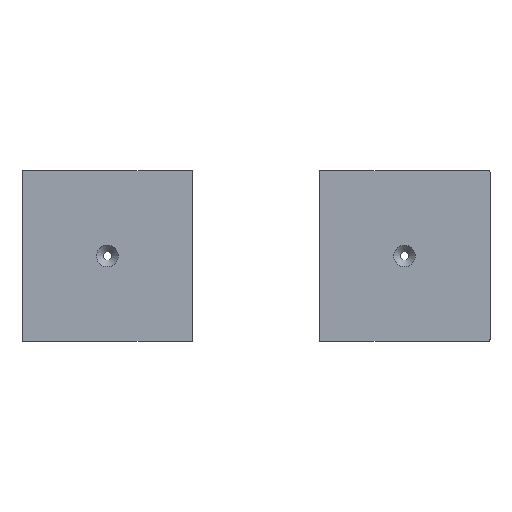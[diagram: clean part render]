
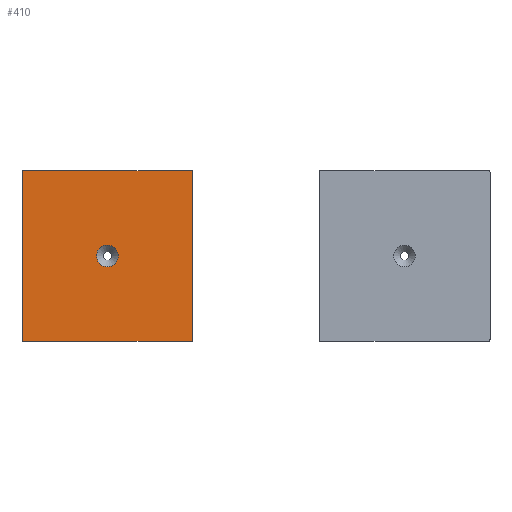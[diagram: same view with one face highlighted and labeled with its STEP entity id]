
A CAD part, top view. The second image highlights one B-rep face of the part: STEP entity #410.
In plain terms, the highlighted planar face has unit normal (0, 0, 1).
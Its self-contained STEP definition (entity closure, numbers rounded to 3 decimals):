
#17=FACE_BOUND('',#70,.T.);
#21=PLANE('',#439);
#45=FACE_OUTER_BOUND('',#69,.T.);
#69=EDGE_LOOP('',(#298,#299,#300,#301,#302,#303,#304,#305));
#70=EDGE_LOOP('',(#306));
#99=LINE('',#660,#135);
#100=LINE('',#664,#136);
#101=LINE('',#668,#137);
#102=LINE('',#671,#138);
#135=VECTOR('',#496,10.);
#136=VECTOR('',#499,10.);
#137=VECTOR('',#502,10.);
#138=VECTOR('',#505,10.);
#169=CIRCLE('',#436,3.2);
#171=CIRCLE('',#440,0.5);
#172=CIRCLE('',#441,0.5);
#173=CIRCLE('',#442,0.5);
#174=CIRCLE('',#443,0.5);
#190=VERTEX_POINT('',#610);
#194=VERTEX_POINT('',#656);
#195=VERTEX_POINT('',#657);
#196=VERTEX_POINT('',#659);
#197=VERTEX_POINT('',#661);
#198=VERTEX_POINT('',#663);
#199=VERTEX_POINT('',#665);
#200=VERTEX_POINT('',#667);
#201=VERTEX_POINT('',#669);
#229=EDGE_CURVE('',#190,#190,#169,.T.);
#235=EDGE_CURVE('',#194,#195,#171,.T.);
#236=EDGE_CURVE('',#194,#196,#99,.T.);
#237=EDGE_CURVE('',#197,#196,#172,.T.);
#238=EDGE_CURVE('',#197,#198,#100,.T.);
#239=EDGE_CURVE('',#199,#198,#173,.T.);
#240=EDGE_CURVE('',#199,#200,#101,.T.);
#241=EDGE_CURVE('',#201,#200,#174,.T.);
#242=EDGE_CURVE('',#201,#195,#102,.T.);
#298=ORIENTED_EDGE('',*,*,#235,.F.);
#299=ORIENTED_EDGE('',*,*,#236,.T.);
#300=ORIENTED_EDGE('',*,*,#237,.F.);
#301=ORIENTED_EDGE('',*,*,#238,.T.);
#302=ORIENTED_EDGE('',*,*,#239,.F.);
#303=ORIENTED_EDGE('',*,*,#240,.T.);
#304=ORIENTED_EDGE('',*,*,#241,.F.);
#305=ORIENTED_EDGE('',*,*,#242,.T.);
#306=ORIENTED_EDGE('',*,*,#229,.F.);
#410=ADVANCED_FACE('',(#45,#17),#21,.T.);
#436=AXIS2_PLACEMENT_3D('',#611,#484,#485);
#439=AXIS2_PLACEMENT_3D('',#655,#492,#493);
#440=AXIS2_PLACEMENT_3D('',#658,#494,#495);
#441=AXIS2_PLACEMENT_3D('',#662,#497,#498);
#442=AXIS2_PLACEMENT_3D('',#666,#500,#501);
#443=AXIS2_PLACEMENT_3D('',#670,#503,#504);
#484=DIRECTION('center_axis',(0.,0.,1.));
#485=DIRECTION('ref_axis',(1.,0.,0.));
#492=DIRECTION('center_axis',(0.,0.,1.));
#493=DIRECTION('ref_axis',(1.,0.,0.));
#494=DIRECTION('center_axis',(0.,0.,-1.));
#495=DIRECTION('ref_axis',(0.707,-0.707,0.));
#496=DIRECTION('',(0.,1.,0.));
#497=DIRECTION('center_axis',(0.,0.,-1.));
#498=DIRECTION('ref_axis',(0.707,0.707,0.));
#499=DIRECTION('',(-1.,0.,0.));
#500=DIRECTION('center_axis',(0.,0.,-1.));
#501=DIRECTION('ref_axis',(-0.707,0.707,0.));
#502=DIRECTION('',(0.,-1.,0.));
#503=DIRECTION('center_axis',(0.,0.,-1.));
#504=DIRECTION('ref_axis',(-0.707,-0.707,0.));
#505=DIRECTION('',(1.,0.,0.));
#610=CARTESIAN_POINT('',(200.,-92.869,-3.7));
#611=CARTESIAN_POINT('Origin',(203.2,-92.869,-3.7));
#655=CARTESIAN_POINT('Origin',(203.2,-92.869,-3.7));
#656=CARTESIAN_POINT('',(228.2,-117.369,-3.7));
#657=CARTESIAN_POINT('',(227.7,-117.869,-3.7));
#658=CARTESIAN_POINT('Origin',(227.7,-117.369,-3.7));
#659=CARTESIAN_POINT('',(228.2,-68.369,-3.7));
#660=CARTESIAN_POINT('',(228.2,-117.869,-3.7));
#661=CARTESIAN_POINT('',(227.7,-67.869,-3.7));
#662=CARTESIAN_POINT('Origin',(227.7,-68.369,-3.7));
#663=CARTESIAN_POINT('',(178.7,-67.869,-3.7));
#664=CARTESIAN_POINT('',(228.2,-67.869,-3.7));
#665=CARTESIAN_POINT('',(178.2,-68.369,-3.7));
#666=CARTESIAN_POINT('Origin',(178.7,-68.369,-3.7));
#667=CARTESIAN_POINT('',(178.2,-117.369,-3.7));
#668=CARTESIAN_POINT('',(178.2,-67.869,-3.7));
#669=CARTESIAN_POINT('',(178.7,-117.869,-3.7));
#670=CARTESIAN_POINT('Origin',(178.7,-117.369,-3.7));
#671=CARTESIAN_POINT('',(178.2,-117.869,-3.7));
